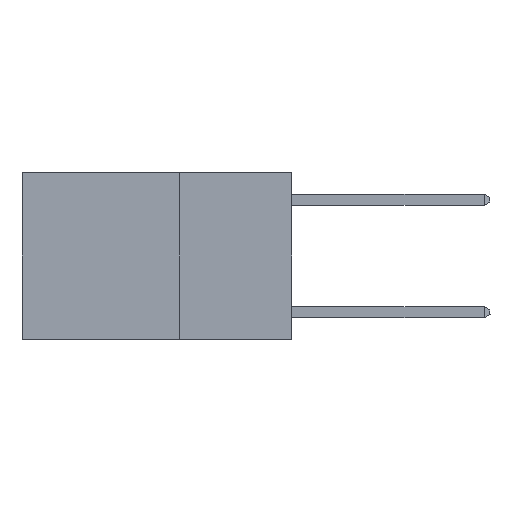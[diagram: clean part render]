
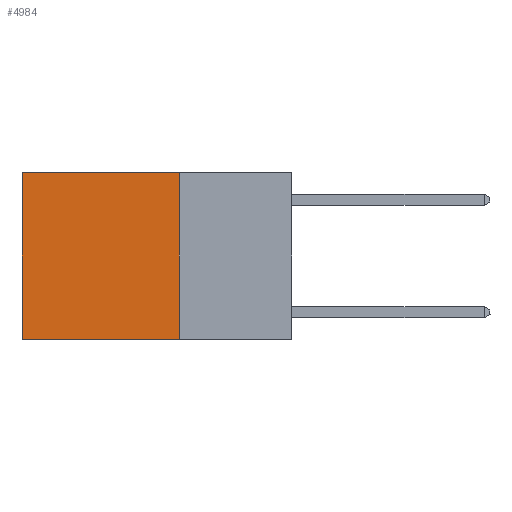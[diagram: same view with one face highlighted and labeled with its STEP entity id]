
A CAD part, left-side view. The second image highlights one B-rep face of the part: STEP entity #4984.
In plain terms, the highlighted planar face has unit normal (-1, 0, 0).
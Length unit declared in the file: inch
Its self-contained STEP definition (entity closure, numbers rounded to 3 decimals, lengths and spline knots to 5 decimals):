
#447 = VERTEX_POINT ( 'NONE', #9371 ) ;
#521 = CARTESIAN_POINT ( 'NONE',  ( 0.2625, 0.25, -0.37 ) ) ;
#1172 = LINE ( 'NONE', #9916, #3572 ) ;
#1233 = CARTESIAN_POINT ( 'NONE',  ( 0.2625, 0.6, 0. ) ) ;
#1360 = CARTESIAN_POINT ( 'NONE',  ( 0.2625, 0.25, 0. ) ) ;
#1782 = FACE_OUTER_BOUND ( 'NONE', #3881, .T. ) ;
#2057 = ORIENTED_EDGE ( 'NONE', *, *, #4059, .F. ) ;
#2336 = VERTEX_POINT ( 'NONE', #8409 ) ;
#2380 = ORIENTED_EDGE ( 'NONE', *, *, #6943, .T. ) ;
#2392 = DIRECTION ( 'NONE',  ( 0., 1., 0. ) ) ;
#3572 = VECTOR ( 'NONE', #10864, 39.37008 ) ;
#3881 = EDGE_LOOP ( 'NONE', ( #2380, #2057, #4440, #10017 ) ) ;
#4023 = VERTEX_POINT ( 'NONE', #9221 ) ;
#4059 = EDGE_CURVE ( 'NONE', #6462, #4023, #12091, .T. ) ;
#4440 = ORIENTED_EDGE ( 'NONE', *, *, #12676, .F. ) ;
#4526 = AXIS2_PLACEMENT_3D ( 'NONE', #10799, #4965, #11746 ) ;
#4903 = VECTOR ( 'NONE', #8215, 39.37008 ) ;
#4965 = DIRECTION ( 'NONE',  ( 1., 0., 0. ) ) ;
#4984 = ADVANCED_FACE ( 'NONE', ( #1782 ), #8869, .F. ) ;
#6339 = DIRECTION ( 'NONE',  ( 0., 1., 0. ) ) ;
#6342 = CARTESIAN_POINT ( 'NONE',  ( 0.2625, 0.25, -0.37 ) ) ;
#6462 = VERTEX_POINT ( 'NONE', #521 ) ;
#6901 = LINE ( 'NONE', #1360, #11431 ) ;
#6943 = EDGE_CURVE ( 'NONE', #2336, #4023, #7527, .T. ) ;
#7031 = EDGE_CURVE ( 'NONE', #447, #2336, #6901, .T. ) ;
#7527 = LINE ( 'NONE', #1233, #4903 ) ;
#8215 = DIRECTION ( 'NONE',  ( 0., 0., -1. ) ) ;
#8409 = CARTESIAN_POINT ( 'NONE',  ( 0.2625, 0.6, 0. ) ) ;
#8869 = PLANE ( 'NONE',  #4526 ) ;
#9221 = CARTESIAN_POINT ( 'NONE',  ( 0.2625, 0.6, -0.37 ) ) ;
#9371 = CARTESIAN_POINT ( 'NONE',  ( 0.2625, 0.25, 0. ) ) ;
#9559 = VECTOR ( 'NONE', #2392, 39.37008 ) ;
#9916 = CARTESIAN_POINT ( 'NONE',  ( 0.2625, 0.25, 0. ) ) ;
#10017 = ORIENTED_EDGE ( 'NONE', *, *, #7031, .T. ) ;
#10799 = CARTESIAN_POINT ( 'NONE',  ( 0.2625, 0.25, 0. ) ) ;
#10864 = DIRECTION ( 'NONE',  ( 0., 0., -1. ) ) ;
#11431 = VECTOR ( 'NONE', #6339, 39.37008 ) ;
#11746 = DIRECTION ( 'NONE',  ( 0., 0., -1. ) ) ;
#12091 = LINE ( 'NONE', #6342, #9559 ) ;
#12676 = EDGE_CURVE ( 'NONE', #447, #6462, #1172, .T. ) ;
